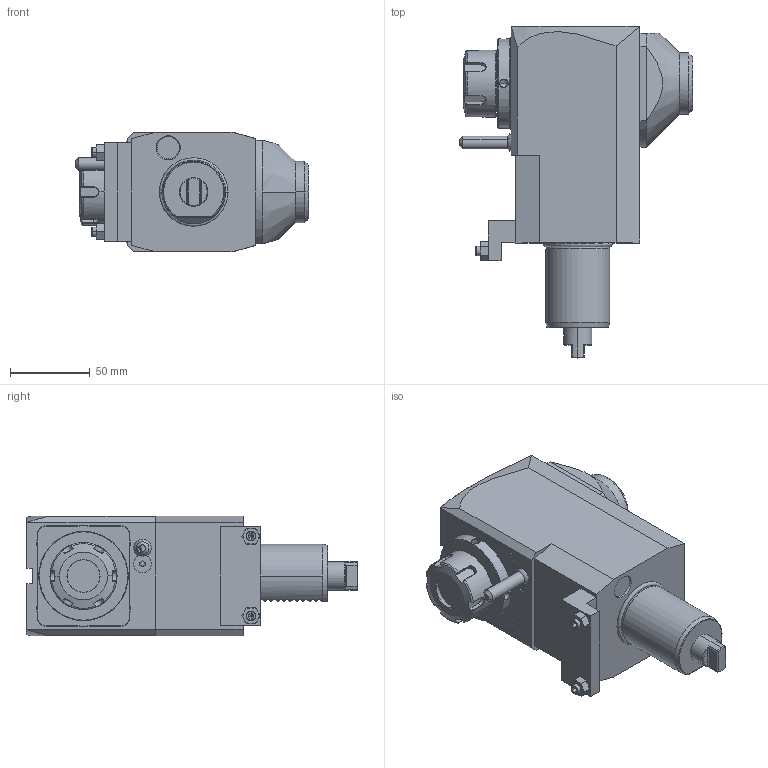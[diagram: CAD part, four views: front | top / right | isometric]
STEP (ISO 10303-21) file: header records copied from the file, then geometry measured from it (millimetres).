
FILE_DESCRIPTION((''),'2;1');
FILE_NAME('NGT1_40_221_25_3_2_100D','2022-02-14T',('vali'),('NOVA GRUP'),'PRO/ENGINEER BY PARAMETRIC TECHNOLOGY CORPORATION, 2010280','PRO/ENGINEER BY PARAMETRIC TECHNOLOGY CORPORATION, 2010280','');
FILE_SCHEMA(('CONFIG_CONTROL_DESIGN'));
Length unit declared in the file: millimetre
Products named in the file (1): NGT1_40_221_25_3_2_100D
Bounding box: 146.14 x 208 x 75 mm (x, y, z)
Volume: 1012458.5 mm3; surface area: 78411.7 mm2
Topology: 1 solids, 1 shells, 401 faces, 1008 edges, 611 vertices
Faces by surface type: plane 173, cone 82, cylinder 75, bspline 54, torus 13, extrusion 2, sphere 2
Entity records: 17156 total; most frequent: CARTESIAN_POINT 8325, ORIENTED_EDGE 1976, DIRECTION 1557, EDGE_CURVE 988, VERTEX_POINT 611, AXIS2_PLACEMENT_3D 542, VECTOR 473, LINE 471
